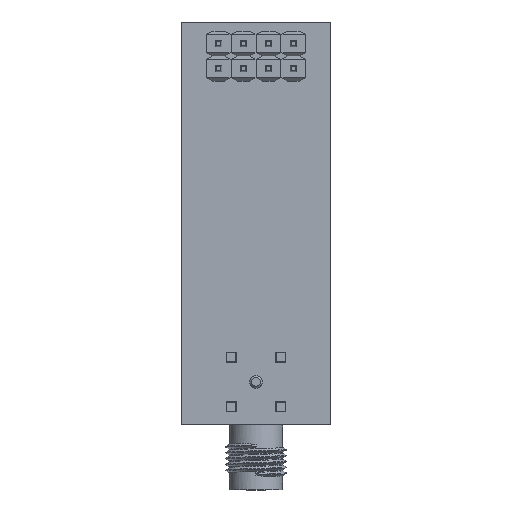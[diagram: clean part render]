
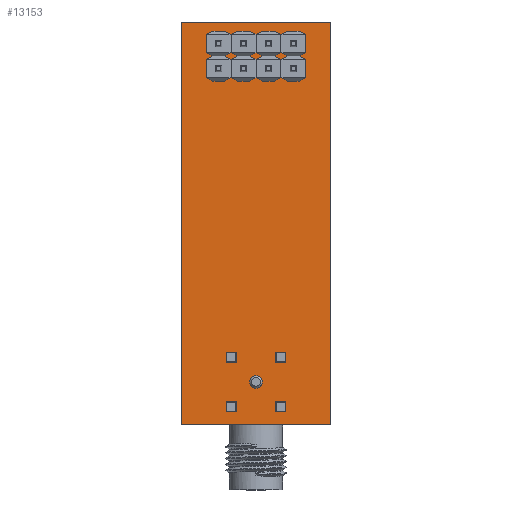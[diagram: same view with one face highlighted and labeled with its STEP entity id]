
A CAD part, front view. The second image highlights one B-rep face of the part: STEP entity #13153.
In plain terms, the highlighted planar face has unit normal (0, -1, 0).
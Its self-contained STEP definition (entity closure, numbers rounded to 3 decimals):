
#650=FACE_BOUND('',#2373,.T.);
#651=FACE_BOUND('',#2374,.T.);
#652=FACE_BOUND('',#2375,.T.);
#653=FACE_BOUND('',#2376,.T.);
#654=FACE_BOUND('',#2377,.T.);
#655=FACE_BOUND('',#2378,.T.);
#656=FACE_BOUND('',#2379,.T.);
#657=FACE_BOUND('',#2380,.T.);
#704=PLANE('',#14214);
#1587=FACE_OUTER_BOUND('',#2372,.T.);
#2372=EDGE_LOOP('',(#9326,#9327,#9328,#9329));
#2373=EDGE_LOOP('',(#9330));
#2374=EDGE_LOOP('',(#9331));
#2375=EDGE_LOOP('',(#9332));
#2376=EDGE_LOOP('',(#9333));
#2377=EDGE_LOOP('',(#9334));
#2378=EDGE_LOOP('',(#9335));
#2379=EDGE_LOOP('',(#9336));
#2380=EDGE_LOOP('',(#9337));
#3193=LINE('',#18515,#4577);
#3197=LINE('',#18523,#4581);
#3200=LINE('',#18529,#4584);
#3203=LINE('',#18534,#4587);
#4577=VECTOR('',#15210,1000.);
#4581=VECTOR('',#15216,1000.);
#4584=VECTOR('',#15221,1000.);
#4587=VECTOR('',#15226,1000.);
#5953=CIRCLE('',#14186,0.46);
#5955=CIRCLE('',#14189,0.46);
#5957=CIRCLE('',#14192,0.46);
#5959=CIRCLE('',#14195,0.46);
#5961=CIRCLE('',#14198,0.46);
#5963=CIRCLE('',#14201,0.46);
#5965=CIRCLE('',#14204,0.46);
#5967=CIRCLE('',#14207,0.46);
#6188=VERTEX_POINT('',#18465);
#6190=VERTEX_POINT('',#18471);
#6192=VERTEX_POINT('',#18477);
#6194=VERTEX_POINT('',#18483);
#6196=VERTEX_POINT('',#18489);
#6198=VERTEX_POINT('',#18495);
#6200=VERTEX_POINT('',#18501);
#6202=VERTEX_POINT('',#18507);
#6204=VERTEX_POINT('',#18513);
#6205=VERTEX_POINT('',#18514);
#6208=VERTEX_POINT('',#18522);
#6210=VERTEX_POINT('',#18528);
#7382=EDGE_CURVE('',#6188,#6188,#5953,.T.);
#7385=EDGE_CURVE('',#6190,#6190,#5955,.T.);
#7388=EDGE_CURVE('',#6192,#6192,#5957,.T.);
#7391=EDGE_CURVE('',#6194,#6194,#5959,.T.);
#7394=EDGE_CURVE('',#6196,#6196,#5961,.T.);
#7397=EDGE_CURVE('',#6198,#6198,#5963,.T.);
#7400=EDGE_CURVE('',#6200,#6200,#5965,.T.);
#7403=EDGE_CURVE('',#6202,#6202,#5967,.T.);
#7406=EDGE_CURVE('',#6204,#6205,#3193,.T.);
#7410=EDGE_CURVE('',#6205,#6208,#3197,.T.);
#7413=EDGE_CURVE('',#6208,#6210,#3200,.T.);
#7416=EDGE_CURVE('',#6210,#6204,#3203,.T.);
#9326=ORIENTED_EDGE('',*,*,#7406,.F.);
#9327=ORIENTED_EDGE('',*,*,#7416,.F.);
#9328=ORIENTED_EDGE('',*,*,#7413,.F.);
#9329=ORIENTED_EDGE('',*,*,#7410,.F.);
#9330=ORIENTED_EDGE('',*,*,#7382,.F.);
#9331=ORIENTED_EDGE('',*,*,#7385,.F.);
#9332=ORIENTED_EDGE('',*,*,#7388,.F.);
#9333=ORIENTED_EDGE('',*,*,#7391,.F.);
#9334=ORIENTED_EDGE('',*,*,#7394,.F.);
#9335=ORIENTED_EDGE('',*,*,#7397,.F.);
#9336=ORIENTED_EDGE('',*,*,#7400,.F.);
#9337=ORIENTED_EDGE('',*,*,#7403,.F.);
#13153=ADVANCED_FACE('',(#1587,#650,#651,#652,#653,#654,#655,#656,#657),
#704,.F.);
#14186=AXIS2_PLACEMENT_3D('',#18466,#15154,#15155);
#14189=AXIS2_PLACEMENT_3D('',#18472,#15161,#15162);
#14192=AXIS2_PLACEMENT_3D('',#18478,#15168,#15169);
#14195=AXIS2_PLACEMENT_3D('',#18484,#15175,#15176);
#14198=AXIS2_PLACEMENT_3D('',#18490,#15182,#15183);
#14201=AXIS2_PLACEMENT_3D('',#18496,#15189,#15190);
#14204=AXIS2_PLACEMENT_3D('',#18502,#15196,#15197);
#14207=AXIS2_PLACEMENT_3D('',#18508,#15203,#15204);
#14214=AXIS2_PLACEMENT_3D('',#18537,#15230,#15231);
#15154=DIRECTION('center_axis',(0.,-1.,0.));
#15155=DIRECTION('ref_axis',(0.,0.,1.));
#15161=DIRECTION('center_axis',(0.,-1.,0.));
#15162=DIRECTION('ref_axis',(0.,0.,1.));
#15168=DIRECTION('center_axis',(0.,-1.,0.));
#15169=DIRECTION('ref_axis',(0.,0.,1.));
#15175=DIRECTION('center_axis',(0.,-1.,0.));
#15176=DIRECTION('ref_axis',(0.,0.,1.));
#15182=DIRECTION('center_axis',(0.,-1.,0.));
#15183=DIRECTION('ref_axis',(0.,0.,1.));
#15189=DIRECTION('center_axis',(0.,-1.,0.));
#15190=DIRECTION('ref_axis',(0.,0.,1.));
#15196=DIRECTION('center_axis',(0.,-1.,0.));
#15197=DIRECTION('ref_axis',(0.,0.,1.));
#15203=DIRECTION('center_axis',(0.,-1.,0.));
#15204=DIRECTION('ref_axis',(0.,0.,1.));
#15210=DIRECTION('',(0.,0.,1.));
#15216=DIRECTION('',(1.,0.,0.));
#15221=DIRECTION('',(0.,0.,-1.));
#15226=DIRECTION('',(-1.,0.,0.));
#15230=DIRECTION('center_axis',(0.,1.,0.));
#15231=DIRECTION('ref_axis',(0.,0.,1.));
#18465=CARTESIAN_POINT('',(-3.81,0.,15.3));
#18466=CARTESIAN_POINT('Origin',(-3.81,0.,15.76));
#18471=CARTESIAN_POINT('',(-1.27,0.,15.3));
#18472=CARTESIAN_POINT('Origin',(-1.27,0.,15.76));
#18477=CARTESIAN_POINT('',(1.27,0.,15.3));
#18478=CARTESIAN_POINT('Origin',(1.27,0.,15.76));
#18483=CARTESIAN_POINT('',(3.81,0.,15.3));
#18484=CARTESIAN_POINT('Origin',(3.81,0.,15.76));
#18489=CARTESIAN_POINT('',(-1.27,0.,17.84));
#18490=CARTESIAN_POINT('Origin',(-1.27,0.,18.3));
#18495=CARTESIAN_POINT('',(1.27,0.,17.84));
#18496=CARTESIAN_POINT('Origin',(1.27,0.,18.3));
#18501=CARTESIAN_POINT('',(3.81,0.,17.84));
#18502=CARTESIAN_POINT('Origin',(3.81,0.,18.3));
#18507=CARTESIAN_POINT('',(-3.81,0.,17.84));
#18508=CARTESIAN_POINT('Origin',(-3.81,0.,18.3));
#18513=CARTESIAN_POINT('',(-7.625,0.,-20.5));
#18514=CARTESIAN_POINT('',(-7.625,0.,20.5));
#18515=CARTESIAN_POINT('',(-7.625,0.,20.5));
#18522=CARTESIAN_POINT('',(7.625,0.,20.5));
#18523=CARTESIAN_POINT('',(7.625,0.,20.5));
#18528=CARTESIAN_POINT('',(7.625,0.,-20.5));
#18529=CARTESIAN_POINT('',(7.625,0.,20.5));
#18534=CARTESIAN_POINT('',(7.625,0.,-20.5));
#18537=CARTESIAN_POINT('Origin',(0.,0.,0.));
